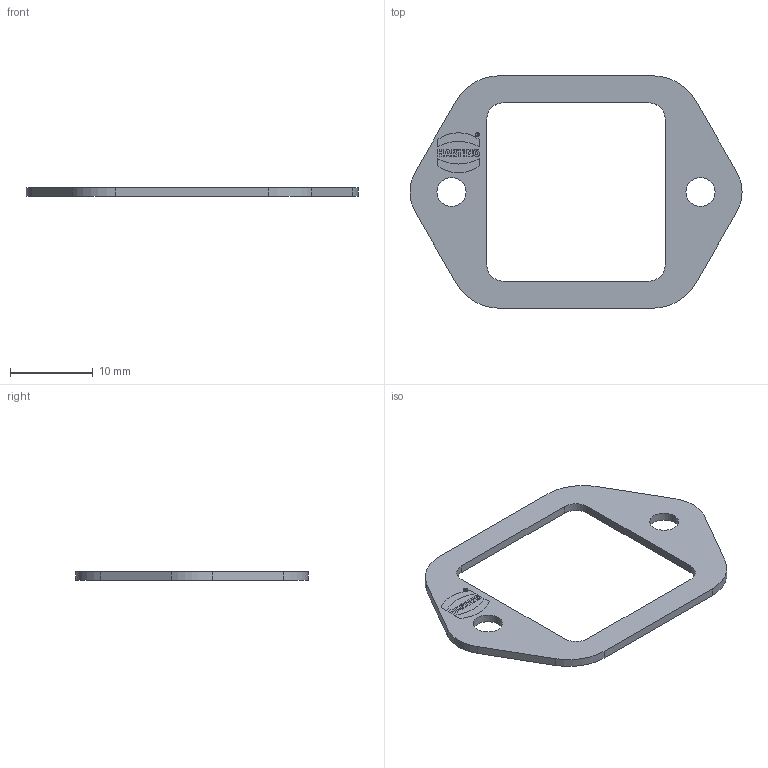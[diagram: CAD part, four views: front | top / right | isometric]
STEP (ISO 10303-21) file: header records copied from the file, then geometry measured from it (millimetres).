
FILE_DESCRIPTION(/* description */ (''),/* implementation_level */ '2;1');
FILE_NAME(/* name */ '100802016ugm000_a.stp',/* time_stamp */ '2018-08-29T09:47:49+02:00',/* author */ (''),/* organization */ (''),/* preprocessor_version */ 'ST-DEVELOPER v16.7',/* originating_system */ 'SIEMENS PLM Software NX 12.0',/* authorisation */ '');
FILE_SCHEMA (('AUTOMOTIVE_DESIGN { 1 0 10303 214 3 1 1 1 }'));
Length unit declared in the file: millimetre
Products named in the file (1): 100802016ugm000_a
Bounding box: 40 x 28 x 1 mm (x, y, z)
Volume: 448.5 mm3; surface area: 1113.3 mm2
Topology: 1 solids, 1 shells, 39 faces, 240 edges, 303 vertices
Faces by surface type: plane 27, cylinder 12
Full cylindrical faces by diameter (mm): 3.5 x2
Entity records: 2766 total; most frequent: CARTESIAN_POINT 575, DIRECTION 352, ORIENTED_EDGE 300, LINE 188, VECTOR 188, EDGE_CURVE 150, VERTEX_POINT 130, PRESENTATION_STYLE_ASSIGNMENT 99
